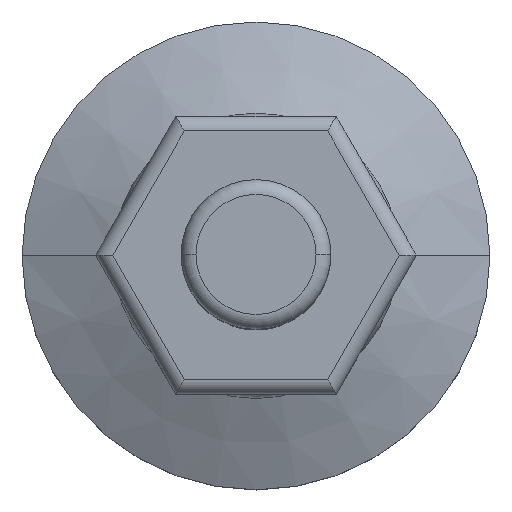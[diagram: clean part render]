
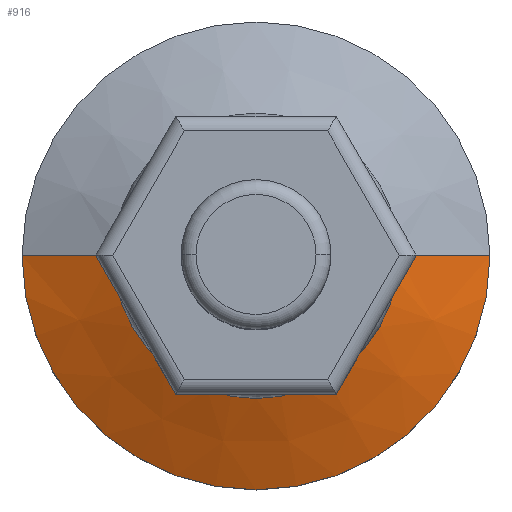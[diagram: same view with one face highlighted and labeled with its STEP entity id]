
A CAD part, top view. The second image highlights one B-rep face of the part: STEP entity #916.
In plain terms, the highlighted conical face has half-angle 66.005 degrees and reference radius 0.246 mm.
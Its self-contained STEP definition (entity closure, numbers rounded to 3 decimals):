
#802=CARTESIAN_POINT('',(0.3,0.0,0.273));
#803=VERTEX_POINT('',#802);
#812=CARTESIAN_POINT('',(-0.3,0.0,0.273));
#813=VERTEX_POINT('',#812);
#879=CARTESIAN_POINT('',(0.0,0.0,0.297));
#880=DIRECTION('',(0.0,0.0,-1.0));
#881=DIRECTION('',(1.0,0.0,0.0));
#882=AXIS2_PLACEMENT_3D('',#879,#880,#881);
#883=CONICAL_SURFACE('',#882,0.246,66.005);
#884=CARTESIAN_POINT('',(0.492,0.0,0.188));
#885=VERTEX_POINT('',#884);
#886=CARTESIAN_POINT('',(0.3,0.0,0.273));
#887=DIRECTION('',(0.914,0.0,-0.407));
#888=VECTOR('',#887,0.21);
#889=LINE('',#886,#888);
#890=EDGE_CURVE('',#803,#885,#889,.T.);
#891=ORIENTED_EDGE('',*,*,#890,.F.);
#892=CARTESIAN_POINT('',(0.0,0.0,0.273));
#893=DIRECTION('',(0.0,0.0,1.0));
#894=DIRECTION('',(1.0,0.0,0.0));
#895=AXIS2_PLACEMENT_3D('',#892,#893,#894);
#896=CIRCLE('',#895,0.3);
#897=EDGE_CURVE('',#813,#803,#896,.T.);
#898=ORIENTED_EDGE('',*,*,#897,.F.);
#899=CARTESIAN_POINT('',(-0.492,0.,0.188));
#900=VERTEX_POINT('',#899);
#901=CARTESIAN_POINT('',(-0.3,0.,0.273));
#902=DIRECTION('',(-0.914,0.,-0.407));
#903=VECTOR('',#902,0.21);
#904=LINE('',#901,#903);
#905=EDGE_CURVE('',#813,#900,#904,.T.);
#906=ORIENTED_EDGE('',*,*,#905,.T.);
#907=CARTESIAN_POINT('',(0.0,0.0,0.188));
#908=DIRECTION('',(0.0,0.0,-1.0));
#909=DIRECTION('',(1.0,0.0,0.0));
#910=AXIS2_PLACEMENT_3D('',#907,#908,#909);
#911=CIRCLE('',#910,0.492);
#912=EDGE_CURVE('',#885,#900,#911,.T.);
#913=ORIENTED_EDGE('',*,*,#912,.F.);
#914=EDGE_LOOP('',(#891,#898,#906,#913));
#915=FACE_OUTER_BOUND('',#914,.T.);
#916=ADVANCED_FACE('',(#915),#883,.T.);
